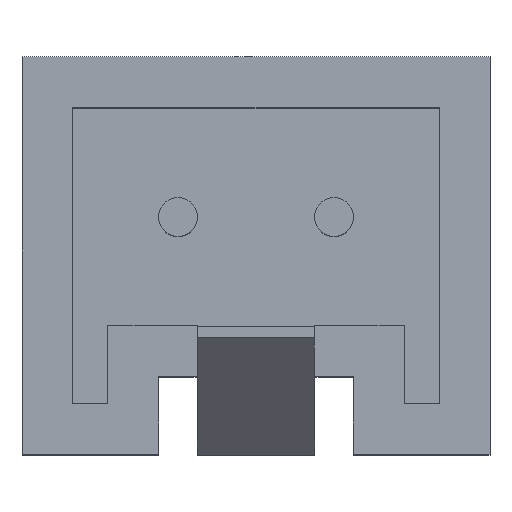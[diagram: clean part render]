
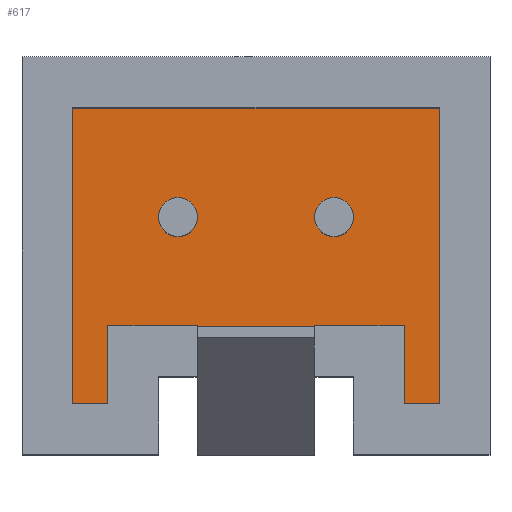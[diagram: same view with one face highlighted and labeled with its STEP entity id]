
A CAD part, top view. The second image highlights one B-rep face of the part: STEP entity #617.
In plain terms, the highlighted planar face has unit normal (0, 0, 1).
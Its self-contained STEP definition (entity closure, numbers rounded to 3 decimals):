
#5 = VECTOR ( 'NONE', #522, 1000. ) ;
#43 = CARTESIAN_POINT ( 'NONE',  ( 2.35, 1.4, 2.65 ) ) ;
#65 = CARTESIAN_POINT ( 'NONE',  ( 3., 2.05, 2.65 ) ) ;
#81 = AXIS2_PLACEMENT_3D ( 'NONE', #882, #1660, #1128 ) ;
#108 = AXIS2_PLACEMENT_3D ( 'NONE', #155, #1352, #440 ) ;
#155 = CARTESIAN_POINT ( 'NONE',  ( -1., 0., 2.65 ) ) ;
#162 = DIRECTION ( 'NONE',  ( 0., -1., 0. ) ) ;
#187 = ORIENTED_EDGE ( 'NONE', *, *, #1553, .F. ) ;
#194 = AXIS2_PLACEMENT_3D ( 'NONE', #65, #1662, #895 ) ;
#200 = FACE_BOUND ( 'NONE', #676, .T. ) ;
#233 = DIRECTION ( 'NONE',  ( 0., 0., -1. ) ) ;
#249 = LINE ( 'NONE', #665, #251 ) ;
#251 = VECTOR ( 'NONE', #383, 1000. ) ;
#313 = AXIS2_PLACEMENT_3D ( 'NONE', #356, #233, #1577 ) ;
#333 = EDGE_LOOP ( 'NONE', ( #1689, #1536 ) ) ;
#340 = EDGE_LOOP ( 'NONE', ( #1699, #1559, #1549, #1160, #810, #1350, #187, #1426 ) ) ;
#356 = CARTESIAN_POINT ( 'NONE',  ( -1., 0., 2.65 ) ) ;
#383 = DIRECTION ( 'NONE',  ( 1., 0., 0. ) ) ;
#402 = EDGE_CURVE ( 'NONE', #1511, #435, #1482, .T. ) ;
#411 = ORIENTED_EDGE ( 'NONE', *, *, #1134, .T. ) ;
#435 = VERTEX_POINT ( 'NONE', #645 ) ;
#438 = LINE ( 'NONE', #1645, #697 ) ;
#440 = DIRECTION ( 'NONE',  ( 0., 1., 0. ) ) ;
#445 = VERTEX_POINT ( 'NONE', #954 ) ;
#448 = VECTOR ( 'NONE', #162, 1000. ) ;
#476 = FACE_BOUND ( 'NONE', #333, .T. ) ;
#483 = LINE ( 'NONE', #491, #1281 ) ;
#491 = CARTESIAN_POINT ( 'NONE',  ( 3., -2.4, 2.65 ) ) ;
#522 = DIRECTION ( 'NONE',  ( 0., 1., 0. ) ) ;
#525 = DIRECTION ( 'NONE',  ( 0., 0., -1. ) ) ;
#529 = VECTOR ( 'NONE', #1604, 1000. ) ;
#546 = CARTESIAN_POINT ( 'NONE',  ( 1.9, 2.05, 2.65 ) ) ;
#562 = CARTESIAN_POINT ( 'NONE',  ( -2.35, 2.05, 2.65 ) ) ;
#584 = VECTOR ( 'NONE', #631, 1000. ) ;
#588 = AXIS2_PLACEMENT_3D ( 'NONE', #899, #525, #766 ) ;
#606 = EDGE_CURVE ( 'NONE', #1255, #817, #1004, .T. ) ;
#613 = ORIENTED_EDGE ( 'NONE', *, *, #1049, .T. ) ;
#614 = PLANE ( 'NONE',  #194 ) ;
#617 = ADVANCED_FACE ( 'NONE', ( #476, #200, #1155 ), #614, .T. ) ;
#627 = EDGE_CURVE ( 'NONE', #435, #1106, #1135, .T. ) ;
#631 = DIRECTION ( 'NONE',  ( 0., -1., 0. ) ) ;
#645 = CARTESIAN_POINT ( 'NONE',  ( -1.9, -1.4, 2.65 ) ) ;
#656 = LINE ( 'NONE', #546, #448 ) ;
#665 = CARTESIAN_POINT ( 'NONE',  ( 3., -2.4, 2.65 ) ) ;
#676 = EDGE_LOOP ( 'NONE', ( #613, #411 ) ) ;
#697 = VECTOR ( 'NONE', #1222, 1000. ) ;
#766 = DIRECTION ( 'NONE',  ( 0., 1., 0. ) ) ;
#780 = CARTESIAN_POINT ( 'NONE',  ( -1.9, 2.05, 2.65 ) ) ;
#797 = LINE ( 'NONE', #562, #5 ) ;
#810 = ORIENTED_EDGE ( 'NONE', *, *, #606, .F. ) ;
#817 = VERTEX_POINT ( 'NONE', #1712 ) ;
#857 = CARTESIAN_POINT ( 'NONE',  ( 1.9, -2.4, 2.65 ) ) ;
#882 = CARTESIAN_POINT ( 'NONE',  ( 1., 0., 2.65 ) ) ;
#884 = CARTESIAN_POINT ( 'NONE',  ( 2.35, 2.05, 2.65 ) ) ;
#895 = DIRECTION ( 'NONE',  ( 0., -1., 0. ) ) ;
#899 = CARTESIAN_POINT ( 'NONE',  ( 1., 0., 2.65 ) ) ;
#905 = EDGE_CURVE ( 'NONE', #1428, #1164, #1339, .T. ) ;
#907 = VERTEX_POINT ( 'NONE', #1371 ) ;
#954 = CARTESIAN_POINT ( 'NONE',  ( -2.35, -2.4, 2.65 ) ) ;
#968 = VERTEX_POINT ( 'NONE', #1630 ) ;
#984 = VERTEX_POINT ( 'NONE', #1269 ) ;
#990 = VERTEX_POINT ( 'NONE', #857 ) ;
#994 = EDGE_CURVE ( 'NONE', #990, #817, #483, .T. ) ;
#1004 = LINE ( 'NONE', #884, #584 ) ;
#1011 = CARTESIAN_POINT ( 'NONE',  ( 1.9, -1.4, 2.65 ) ) ;
#1013 = CARTESIAN_POINT ( 'NONE',  ( 3., -1.4, 2.65 ) ) ;
#1019 = DIRECTION ( 'NONE',  ( 1., 0., 0. ) ) ;
#1024 = CARTESIAN_POINT ( 'NONE',  ( -1., 0.25, 2.65 ) ) ;
#1049 = EDGE_CURVE ( 'NONE', #968, #984, #1646, .T. ) ;
#1106 = VERTEX_POINT ( 'NONE', #1011 ) ;
#1128 = DIRECTION ( 'NONE',  ( 0., 1., 0. ) ) ;
#1134 = EDGE_CURVE ( 'NONE', #984, #968, #1285, .T. ) ;
#1135 = LINE ( 'NONE', #1013, #1170 ) ;
#1155 = FACE_OUTER_BOUND ( 'NONE', #340, .T. ) ;
#1160 = ORIENTED_EDGE ( 'NONE', *, *, #994, .T. ) ;
#1164 = VERTEX_POINT ( 'NONE', #1578 ) ;
#1170 = VECTOR ( 'NONE', #1427, 1000. ) ;
#1222 = DIRECTION ( 'NONE',  ( 1., 0., 0. ) ) ;
#1223 = EDGE_CURVE ( 'NONE', #445, #1511, #249, .T. ) ;
#1246 = EDGE_CURVE ( 'NONE', #1106, #990, #656, .T. ) ;
#1255 = VERTEX_POINT ( 'NONE', #43 ) ;
#1269 = CARTESIAN_POINT ( 'NONE',  ( 1., -0.25, 2.65 ) ) ;
#1281 = VECTOR ( 'NONE', #1019, 1000. ) ;
#1285 = CIRCLE ( 'NONE', #588, 0.25 ) ;
#1339 = CIRCLE ( 'NONE', #108, 0.25 ) ;
#1348 = EDGE_CURVE ( 'NONE', #907, #1255, #438, .T. ) ;
#1350 = ORIENTED_EDGE ( 'NONE', *, *, #1348, .F. ) ;
#1352 = DIRECTION ( 'NONE',  ( 0., 0., -1. ) ) ;
#1371 = CARTESIAN_POINT ( 'NONE',  ( -2.35, 1.4, 2.65 ) ) ;
#1426 = ORIENTED_EDGE ( 'NONE', *, *, #1223, .T. ) ;
#1427 = DIRECTION ( 'NONE',  ( 1., 0., 0. ) ) ;
#1428 = VERTEX_POINT ( 'NONE', #1024 ) ;
#1451 = CIRCLE ( 'NONE', #313, 0.25 ) ;
#1462 = EDGE_CURVE ( 'NONE', #1164, #1428, #1451, .T. ) ;
#1482 = LINE ( 'NONE', #780, #529 ) ;
#1511 = VERTEX_POINT ( 'NONE', #1570 ) ;
#1536 = ORIENTED_EDGE ( 'NONE', *, *, #1462, .T. ) ;
#1549 = ORIENTED_EDGE ( 'NONE', *, *, #1246, .T. ) ;
#1553 = EDGE_CURVE ( 'NONE', #445, #907, #797, .T. ) ;
#1559 = ORIENTED_EDGE ( 'NONE', *, *, #627, .T. ) ;
#1570 = CARTESIAN_POINT ( 'NONE',  ( -1.9, -2.4, 2.65 ) ) ;
#1577 = DIRECTION ( 'NONE',  ( 0., 1., 0. ) ) ;
#1578 = CARTESIAN_POINT ( 'NONE',  ( -1., -0.25, 2.65 ) ) ;
#1604 = DIRECTION ( 'NONE',  ( 0., 1., 0. ) ) ;
#1630 = CARTESIAN_POINT ( 'NONE',  ( 1., 0.25, 2.65 ) ) ;
#1645 = CARTESIAN_POINT ( 'NONE',  ( 0., 1.4, 2.65 ) ) ;
#1646 = CIRCLE ( 'NONE', #81, 0.25 ) ;
#1660 = DIRECTION ( 'NONE',  ( 0., 0., -1. ) ) ;
#1662 = DIRECTION ( 'NONE',  ( 0., 0., 1. ) ) ;
#1689 = ORIENTED_EDGE ( 'NONE', *, *, #905, .T. ) ;
#1699 = ORIENTED_EDGE ( 'NONE', *, *, #402, .T. ) ;
#1712 = CARTESIAN_POINT ( 'NONE',  ( 2.35, -2.4, 2.65 ) ) ;
